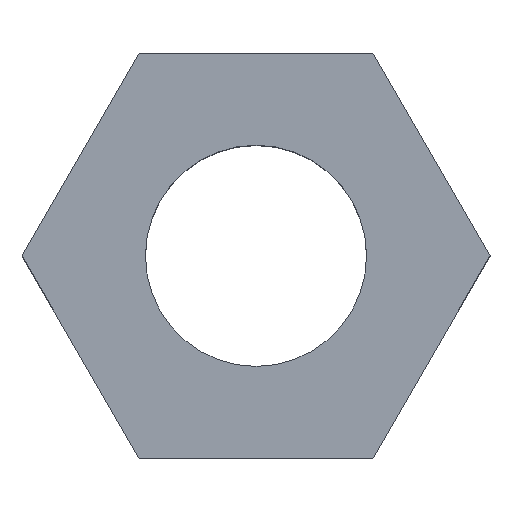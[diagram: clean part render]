
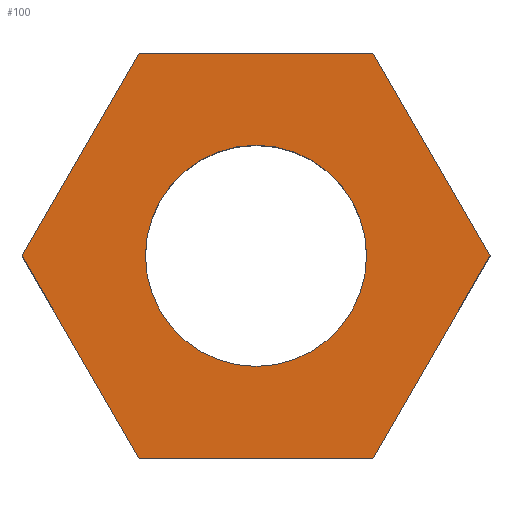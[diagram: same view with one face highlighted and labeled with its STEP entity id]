
A CAD part, top view. The second image highlights one B-rep face of the part: STEP entity #100.
In plain terms, the highlighted planar face has unit normal (0, 0, 1).
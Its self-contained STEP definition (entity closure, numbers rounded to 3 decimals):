
#2 = LINE ( 'NONE', #269, #343 ) ;
#5 = VECTOR ( 'NONE', #292, 1000. ) ;
#9 = VECTOR ( 'NONE', #366, 1000. ) ;
#18 = CARTESIAN_POINT ( 'NONE',  ( -6.351, -11., 11. ) ) ;
#25 = FACE_OUTER_BOUND ( 'NONE', #178, .T. ) ;
#31 = ORIENTED_EDGE ( 'NONE', *, *, #71, .T. ) ;
#34 = ORIENTED_EDGE ( 'NONE', *, *, #340, .T. ) ;
#38 = VECTOR ( 'NONE', #341, 1000. ) ;
#51 = ORIENTED_EDGE ( 'NONE', *, *, #162, .F. ) ;
#56 = ORIENTED_EDGE ( 'NONE', *, *, #322, .T. ) ;
#59 = ORIENTED_EDGE ( 'NONE', *, *, #131, .T. ) ;
#61 = VERTEX_POINT ( 'NONE', #300 ) ;
#68 = CIRCLE ( 'NONE', #159, 6. ) ;
#71 = EDGE_CURVE ( 'NONE', #116, #191, #2, .T. ) ;
#81 = FACE_BOUND ( 'NONE', #180, .T. ) ;
#82 = VERTEX_POINT ( 'NONE', #113 ) ;
#83 = AXIS2_PLACEMENT_3D ( 'NONE', #161, #362, #265 ) ;
#89 = LINE ( 'NONE', #18, #121 ) ;
#90 = CIRCLE ( 'NONE', #93, 6. ) ;
#93 = AXIS2_PLACEMENT_3D ( 'NONE', #125, #321, #139 ) ;
#100 = ADVANCED_FACE ( 'NONE', ( #25, #81 ), #185, .T. ) ;
#101 = VERTEX_POINT ( 'NONE', #158 ) ;
#112 = CARTESIAN_POINT ( 'NONE',  ( 6., 0., 11. ) ) ;
#113 = CARTESIAN_POINT ( 'NONE',  ( -6.351, 11., 11. ) ) ;
#116 = VERTEX_POINT ( 'NONE', #276 ) ;
#121 = VECTOR ( 'NONE', #227, 1000. ) ;
#125 = CARTESIAN_POINT ( 'NONE',  ( 0., 0., 11. ) ) ;
#127 = CARTESIAN_POINT ( 'NONE',  ( -12.702, 0., 11. ) ) ;
#131 = EDGE_CURVE ( 'NONE', #347, #61, #89, .T. ) ;
#134 = EDGE_CURVE ( 'NONE', #82, #228, #289, .T. ) ;
#139 = DIRECTION ( 'NONE',  ( 1., 0., 0. ) ) ;
#149 = CARTESIAN_POINT ( 'NONE',  ( 6.351, 11., 11. ) ) ;
#151 = VECTOR ( 'NONE', #308, 1000. ) ;
#158 = CARTESIAN_POINT ( 'NONE',  ( -6., 0., 11. ) ) ;
#159 = AXIS2_PLACEMENT_3D ( 'NONE', #355, #357, #196 ) ;
#161 = CARTESIAN_POINT ( 'NONE',  ( 0., 0., 11. ) ) ;
#162 = EDGE_CURVE ( 'NONE', #281, #101, #68, .T. ) ;
#164 = LINE ( 'NONE', #273, #151 ) ;
#165 = LINE ( 'NONE', #168, #5 ) ;
#167 = EDGE_CURVE ( 'NONE', #101, #281, #90, .T. ) ;
#168 = CARTESIAN_POINT ( 'NONE',  ( 6.351, 11., 11. ) ) ;
#170 = ORIENTED_EDGE ( 'NONE', *, *, #173, .T. ) ;
#173 = EDGE_CURVE ( 'NONE', #191, #82, #165, .T. ) ;
#178 = EDGE_LOOP ( 'NONE', ( #59, #34, #31, #170, #287, #56 ) ) ;
#180 = EDGE_LOOP ( 'NONE', ( #330, #51 ) ) ;
#185 = PLANE ( 'NONE',  #83 ) ;
#191 = VERTEX_POINT ( 'NONE', #149 ) ;
#196 = DIRECTION ( 'NONE',  ( 1., 0., 0. ) ) ;
#200 = LINE ( 'NONE', #203, #9 ) ;
#203 = CARTESIAN_POINT ( 'NONE',  ( -12.702, 0., 11. ) ) ;
#227 = DIRECTION ( 'NONE',  ( 1., 0., 0. ) ) ;
#228 = VERTEX_POINT ( 'NONE', #127 ) ;
#265 = DIRECTION ( 'NONE',  ( 1., 0., 0. ) ) ;
#269 = CARTESIAN_POINT ( 'NONE',  ( 12.702, 0., 11. ) ) ;
#273 = CARTESIAN_POINT ( 'NONE',  ( 6.351, -11., 11. ) ) ;
#276 = CARTESIAN_POINT ( 'NONE',  ( 12.702, 0., 11. ) ) ;
#281 = VERTEX_POINT ( 'NONE', #112 ) ;
#286 = CARTESIAN_POINT ( 'NONE',  ( -6.351, 11., 11. ) ) ;
#287 = ORIENTED_EDGE ( 'NONE', *, *, #134, .T. ) ;
#289 = LINE ( 'NONE', #286, #38 ) ;
#292 = DIRECTION ( 'NONE',  ( -1., 0., 0. ) ) ;
#300 = CARTESIAN_POINT ( 'NONE',  ( 6.351, -11., 11. ) ) ;
#308 = DIRECTION ( 'NONE',  ( 0.5, 0.866, 0. ) ) ;
#321 = DIRECTION ( 'NONE',  ( 0., 0., 1. ) ) ;
#322 = EDGE_CURVE ( 'NONE', #228, #347, #200, .T. ) ;
#330 = ORIENTED_EDGE ( 'NONE', *, *, #167, .F. ) ;
#333 = CARTESIAN_POINT ( 'NONE',  ( -6.351, -11., 11. ) ) ;
#339 = DIRECTION ( 'NONE',  ( -0.5, 0.866, 0. ) ) ;
#340 = EDGE_CURVE ( 'NONE', #61, #116, #164, .T. ) ;
#341 = DIRECTION ( 'NONE',  ( -0.5, -0.866, 0. ) ) ;
#343 = VECTOR ( 'NONE', #339, 1000. ) ;
#347 = VERTEX_POINT ( 'NONE', #333 ) ;
#355 = CARTESIAN_POINT ( 'NONE',  ( 0., 0., 11. ) ) ;
#357 = DIRECTION ( 'NONE',  ( 0., 0., 1. ) ) ;
#362 = DIRECTION ( 'NONE',  ( 0., 0., 1. ) ) ;
#366 = DIRECTION ( 'NONE',  ( 0.5, -0.866, 0. ) ) ;
